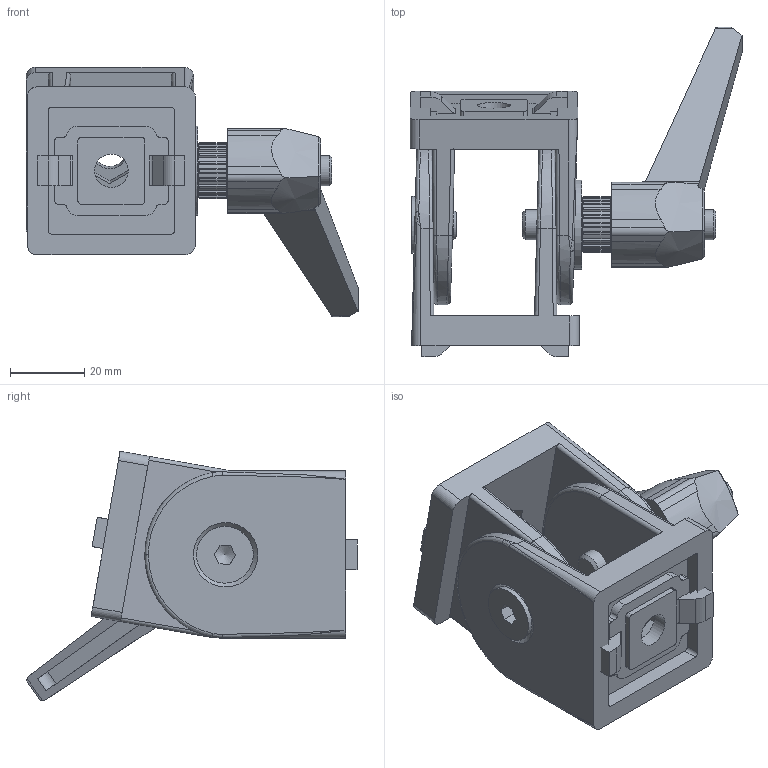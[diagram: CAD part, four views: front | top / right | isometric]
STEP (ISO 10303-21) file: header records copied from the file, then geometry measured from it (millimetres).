
FILE_DESCRIPTION(/* description */ (''),/* implementation_level */ '2;1');
FILE_NAME(/* name */ 'CGIPR0000025.stp',/* time_stamp */ '2018-07-20T15:17:28+02:00',/* author */ ('fzagni'),/* organization */ (''),/* preprocessor_version */ 'ST-DEVELOPER v16.1',/* originating_system */ 'Autodesk Inventor 2016',/* authorisation */ '');
FILE_SCHEMA (('AUTOMOTIVE_DESIGN { 1 0 10303 214 3 1 1 }'));
Length unit declared in the file: millimetre
Products named in the file (6): 440000009092; 440000009093; ISO 10642 - M8 x  12; 80LE00001-A; 25.552.00; CGIPR0000025
Assembly tree (7 placements, depth 2):
  CGIPR0000025
    440000009092  x2
    440000009093  x2
    ISO 10642 - M8 x  12
    80LE00001-A
    25.552.00
Bounding box: 89.15 x 88.64 x 66.95 mm (x, y, z)
Volume: 78830.1 mm3; surface area: 39440 mm2
Topology: 7 solids, 7 shells, 406 faces, 1104 edges, 722 vertices
Faces by surface type: plane 194, cylinder 151, cone 33, bspline 28
Full cylindrical faces by diameter (mm): 6.8 x2, 8 x3, 8.4 x1, 8.889 x1, 9 x4, 10 x1, 13 x1, 15 x1, 15.24 x1, 24 x1
Entity records: 10314 total; most frequent: CARTESIAN_POINT 2800, ORIENTED_EDGE 1562, DIRECTION 1525, EDGE_CURVE 781, AXIS2_PLACEMENT_3D 547, VERTEX_POINT 526, LINE 431, VECTOR 431
